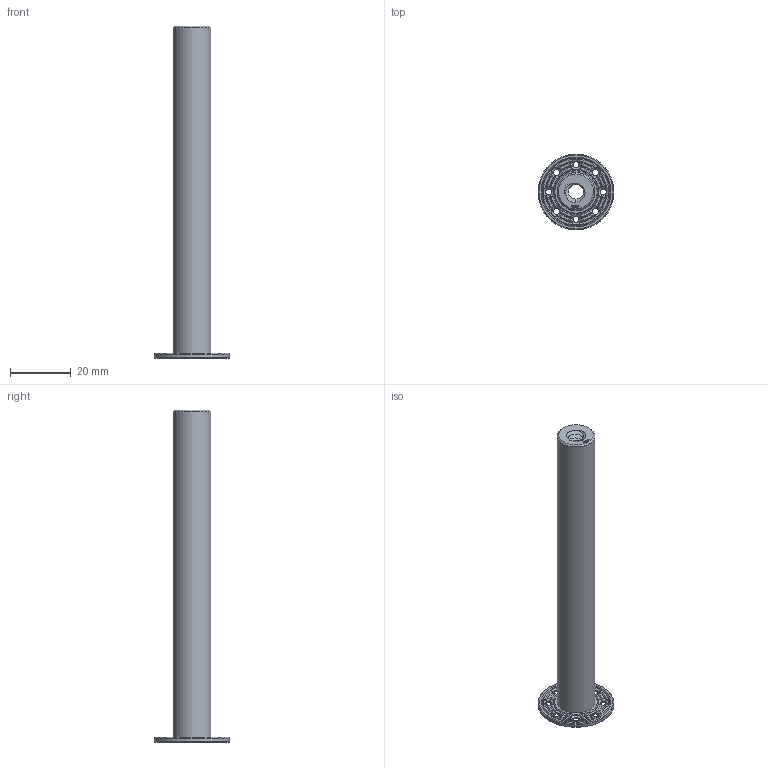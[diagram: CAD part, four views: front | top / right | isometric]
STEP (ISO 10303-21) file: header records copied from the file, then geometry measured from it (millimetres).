
FILE_DESCRIPTION(('FreeCAD Model'),'2;1');
FILE_NAME('Open CASCADE Shape Model','2024-01-05T15:18:21',(''),(''), 'Open CASCADE STEP processor 7.6','FreeCAD','Unknown');
FILE_SCHEMA(('AUTOMOTIVE_DESIGN { 1 0 10303 214 1 1 1 1 }'));
Length unit declared in the file: millimetre
Products named in the file (1): Nut RH ADHM FLN BU02.00x00.125x08.75 - SPN-NUT-0134 (stemfie.org)
Bounding box: 25 x 25 x 109.38 mm (x, y, z)
Volume: 10391.7 mm3; surface area: 9788.6 mm2
Topology: 1 solids, 1 shells, 750 faces, 1997 edges, 1268 vertices
Faces by surface type: plane 361, bspline 162, extrusion 126, cone 91, cylinder 10
Full cylindrical faces by diameter (mm): 2 x8, 12.5 x1, 25 x1
Entity records: 67499 total; most frequent: CARTESIAN_POINT 30518, DIRECTION 5612, VECTOR 4018, ORIENTED_EDGE 3994, PCURVE 3994, DEFINITIONAL_REPRESENTATION 3994, LINE 3892, EDGE_CURVE 1997
